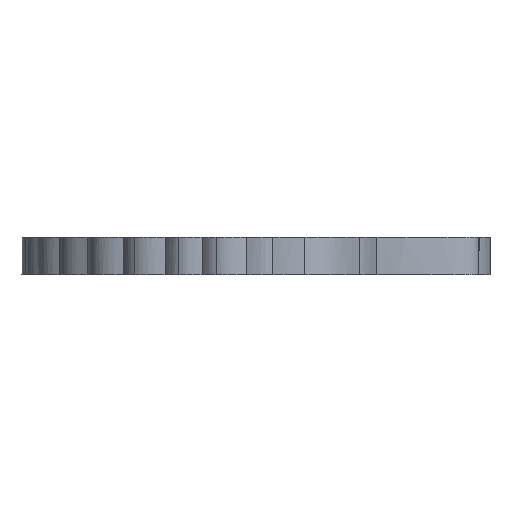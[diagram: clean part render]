
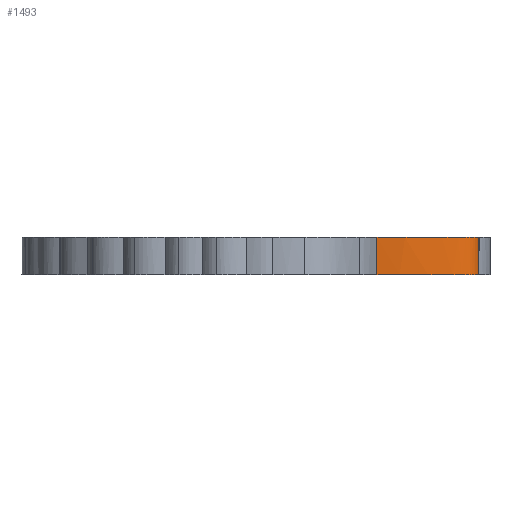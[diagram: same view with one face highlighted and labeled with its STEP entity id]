
A CAD part, left-side view. The second image highlights one B-rep face of the part: STEP entity #1493.
In plain terms, the highlighted free-form (B-spline) face has degree [3, 1] with [19, 2] control points.
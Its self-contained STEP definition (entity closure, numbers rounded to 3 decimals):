
#89=B_SPLINE_SURFACE_WITH_KNOTS('',3,1,((#2948,#2949),(#2950,#2951),(#2952,
#2953),(#2954,#2955),(#2956,#2957),(#2958,#2959),(#2960,#2961),(#2962,#2963),
(#2964,#2965),(#2966,#2967),(#2968,#2969),(#2970,#2971),(#2972,#2973),(#2974,
#2975),(#2976,#2977),(#2978,#2979),(#2980,#2981),(#2982,#2983),(#2984,#2985)),
 .UNSPECIFIED.,.F.,.F.,.F.,(4,3,3,3,3,3,4),(2,2),(-0.821,-0.773,
-0.545,-0.218,-0.094,-0.034,
0.),(0.,0.4),.UNSPECIFIED.);
#169=FACE_OUTER_BOUND('',#250,.T.);
#250=EDGE_LOOP('',(#1228,#1229,#1230,#1231));
#335=LINE('',#2947,#418);
#336=LINE('',#3006,#419);
#418=VECTOR('',#1610,10.);
#419=VECTOR('',#1611,10.);
#463=B_SPLINE_CURVE_WITH_KNOTS('',3,(#1794,#1795,#1796,#1797,#1798,#1799,
#1800,#1801,#1802,#1803,#1804,#1805,#1806,#1807,#1808,#1809,#1810,#1811,
#1812),.UNSPECIFIED.,.F.,.F.,(4,3,3,3,3,3,4),(0.,0.034,0.094,
0.218,0.545,0.773,0.821),
 .UNSPECIFIED.);
#538=B_SPLINE_CURVE_WITH_KNOTS('',3,(#2987,#2988,#2989,#2990,#2991,#2992,
#2993,#2994,#2995,#2996,#2997,#2998,#2999,#3000,#3001,#3002,#3003,#3004,
#3005),.UNSPECIFIED.,.F.,.F.,(4,3,3,3,3,3,4),(-0.821,-0.773,
-0.545,-0.218,-0.094,-0.034,
0.),.UNSPECIFIED.);
#591=VERTEX_POINT('',#1776);
#592=VERTEX_POINT('',#1793);
#697=VERTEX_POINT('',#2930);
#698=VERTEX_POINT('',#2986);
#752=EDGE_CURVE('',#591,#592,#463,.T.);
#900=EDGE_CURVE('',#591,#697,#335,.T.);
#901=EDGE_CURVE('',#698,#697,#538,.T.);
#902=EDGE_CURVE('',#592,#698,#336,.T.);
#1228=ORIENTED_EDGE('',*,*,#752,.F.);
#1229=ORIENTED_EDGE('',*,*,#900,.T.);
#1230=ORIENTED_EDGE('',*,*,#901,.F.);
#1231=ORIENTED_EDGE('',*,*,#902,.F.);
#1493=ADVANCED_FACE('',(#169),#89,.T.);
#1610=DIRECTION('',(0.,0.,1.));
#1611=DIRECTION('',(0.,0.,1.));
#1776=CARTESIAN_POINT('',(14.08,-49.613,0.));
#1793=CARTESIAN_POINT('',(11.353,-38.639,0.));
#1794=CARTESIAN_POINT('Ctrl Pts',(14.08,-49.613,0.));
#1795=CARTESIAN_POINT('Ctrl Pts',(13.536,-49.504,0.));
#1796=CARTESIAN_POINT('Ctrl Pts',(13.217,-49.244,0.));
#1797=CARTESIAN_POINT('Ctrl Pts',(13.019,-49.054,0.));
#1798=CARTESIAN_POINT('Ctrl Pts',(12.677,-48.726,0.));
#1799=CARTESIAN_POINT('Ctrl Pts',(12.581,-48.503,0.));
#1800=CARTESIAN_POINT('Ctrl Pts',(12.48,-48.301,0.));
#1801=CARTESIAN_POINT('Ctrl Pts',(12.269,-47.874,0.));
#1802=CARTESIAN_POINT('Ctrl Pts',(12.163,-47.507,0.));
#1803=CARTESIAN_POINT('Ctrl Pts',(12.046,-47.064,0.));
#1804=CARTESIAN_POINT('Ctrl Pts',(11.739,-45.906,0.));
#1805=CARTESIAN_POINT('Ctrl Pts',(11.484,-44.345,0.));
#1806=CARTESIAN_POINT('Ctrl Pts',(11.344,-42.705,0.));
#1807=CARTESIAN_POINT('Ctrl Pts',(11.247,-41.563,0.));
#1808=CARTESIAN_POINT('Ctrl Pts',(11.208,-40.4,0.));
#1809=CARTESIAN_POINT('Ctrl Pts',(11.285,-39.32,0.));
#1810=CARTESIAN_POINT('Ctrl Pts',(11.302,-39.09,0.));
#1811=CARTESIAN_POINT('Ctrl Pts',(11.324,-38.862,0.));
#1812=CARTESIAN_POINT('Ctrl Pts',(11.353,-38.639,0.));
#2930=CARTESIAN_POINT('',(14.08,-49.613,4.));
#2947=CARTESIAN_POINT('',(14.08,-49.613,0.));
#2948=CARTESIAN_POINT('Ctrl Pts',(11.353,-38.639,0.));
#2949=CARTESIAN_POINT('Ctrl Pts',(11.353,-38.639,4.));
#2950=CARTESIAN_POINT('Ctrl Pts',(11.324,-38.862,0.));
#2951=CARTESIAN_POINT('Ctrl Pts',(11.324,-38.862,4.));
#2952=CARTESIAN_POINT('Ctrl Pts',(11.302,-39.09,0.));
#2953=CARTESIAN_POINT('Ctrl Pts',(11.302,-39.09,4.));
#2954=CARTESIAN_POINT('Ctrl Pts',(11.285,-39.32,0.));
#2955=CARTESIAN_POINT('Ctrl Pts',(11.285,-39.32,4.));
#2956=CARTESIAN_POINT('Ctrl Pts',(11.208,-40.4,0.));
#2957=CARTESIAN_POINT('Ctrl Pts',(11.208,-40.4,4.));
#2958=CARTESIAN_POINT('Ctrl Pts',(11.247,-41.563,0.));
#2959=CARTESIAN_POINT('Ctrl Pts',(11.247,-41.563,4.));
#2960=CARTESIAN_POINT('Ctrl Pts',(11.344,-42.705,0.));
#2961=CARTESIAN_POINT('Ctrl Pts',(11.344,-42.705,4.));
#2962=CARTESIAN_POINT('Ctrl Pts',(11.484,-44.345,0.));
#2963=CARTESIAN_POINT('Ctrl Pts',(11.484,-44.345,4.));
#2964=CARTESIAN_POINT('Ctrl Pts',(11.739,-45.906,0.));
#2965=CARTESIAN_POINT('Ctrl Pts',(11.739,-45.906,4.));
#2966=CARTESIAN_POINT('Ctrl Pts',(12.046,-47.064,0.));
#2967=CARTESIAN_POINT('Ctrl Pts',(12.046,-47.064,4.));
#2968=CARTESIAN_POINT('Ctrl Pts',(12.163,-47.507,0.));
#2969=CARTESIAN_POINT('Ctrl Pts',(12.163,-47.507,4.));
#2970=CARTESIAN_POINT('Ctrl Pts',(12.269,-47.874,0.));
#2971=CARTESIAN_POINT('Ctrl Pts',(12.269,-47.874,4.));
#2972=CARTESIAN_POINT('Ctrl Pts',(12.48,-48.301,0.));
#2973=CARTESIAN_POINT('Ctrl Pts',(12.48,-48.301,4.));
#2974=CARTESIAN_POINT('Ctrl Pts',(12.581,-48.503,0.));
#2975=CARTESIAN_POINT('Ctrl Pts',(12.581,-48.503,4.));
#2976=CARTESIAN_POINT('Ctrl Pts',(12.677,-48.726,0.));
#2977=CARTESIAN_POINT('Ctrl Pts',(12.677,-48.726,4.));
#2978=CARTESIAN_POINT('Ctrl Pts',(13.019,-49.054,0.));
#2979=CARTESIAN_POINT('Ctrl Pts',(13.019,-49.054,4.));
#2980=CARTESIAN_POINT('Ctrl Pts',(13.217,-49.244,0.));
#2981=CARTESIAN_POINT('Ctrl Pts',(13.217,-49.244,4.));
#2982=CARTESIAN_POINT('Ctrl Pts',(13.536,-49.504,0.));
#2983=CARTESIAN_POINT('Ctrl Pts',(13.536,-49.504,4.));
#2984=CARTESIAN_POINT('Ctrl Pts',(14.08,-49.613,0.));
#2985=CARTESIAN_POINT('Ctrl Pts',(14.08,-49.613,4.));
#2986=CARTESIAN_POINT('',(11.353,-38.639,4.));
#2987=CARTESIAN_POINT('Ctrl Pts',(11.353,-38.639,4.));
#2988=CARTESIAN_POINT('Ctrl Pts',(11.324,-38.862,4.));
#2989=CARTESIAN_POINT('Ctrl Pts',(11.302,-39.09,4.));
#2990=CARTESIAN_POINT('Ctrl Pts',(11.285,-39.32,4.));
#2991=CARTESIAN_POINT('Ctrl Pts',(11.208,-40.4,4.));
#2992=CARTESIAN_POINT('Ctrl Pts',(11.247,-41.563,4.));
#2993=CARTESIAN_POINT('Ctrl Pts',(11.344,-42.705,4.));
#2994=CARTESIAN_POINT('Ctrl Pts',(11.484,-44.345,4.));
#2995=CARTESIAN_POINT('Ctrl Pts',(11.739,-45.906,4.));
#2996=CARTESIAN_POINT('Ctrl Pts',(12.046,-47.064,4.));
#2997=CARTESIAN_POINT('Ctrl Pts',(12.163,-47.507,4.));
#2998=CARTESIAN_POINT('Ctrl Pts',(12.269,-47.874,4.));
#2999=CARTESIAN_POINT('Ctrl Pts',(12.48,-48.301,4.));
#3000=CARTESIAN_POINT('Ctrl Pts',(12.581,-48.503,4.));
#3001=CARTESIAN_POINT('Ctrl Pts',(12.677,-48.726,4.));
#3002=CARTESIAN_POINT('Ctrl Pts',(13.019,-49.054,4.));
#3003=CARTESIAN_POINT('Ctrl Pts',(13.217,-49.244,4.));
#3004=CARTESIAN_POINT('Ctrl Pts',(13.536,-49.504,4.));
#3005=CARTESIAN_POINT('Ctrl Pts',(14.08,-49.613,4.));
#3006=CARTESIAN_POINT('',(11.353,-38.639,0.));
